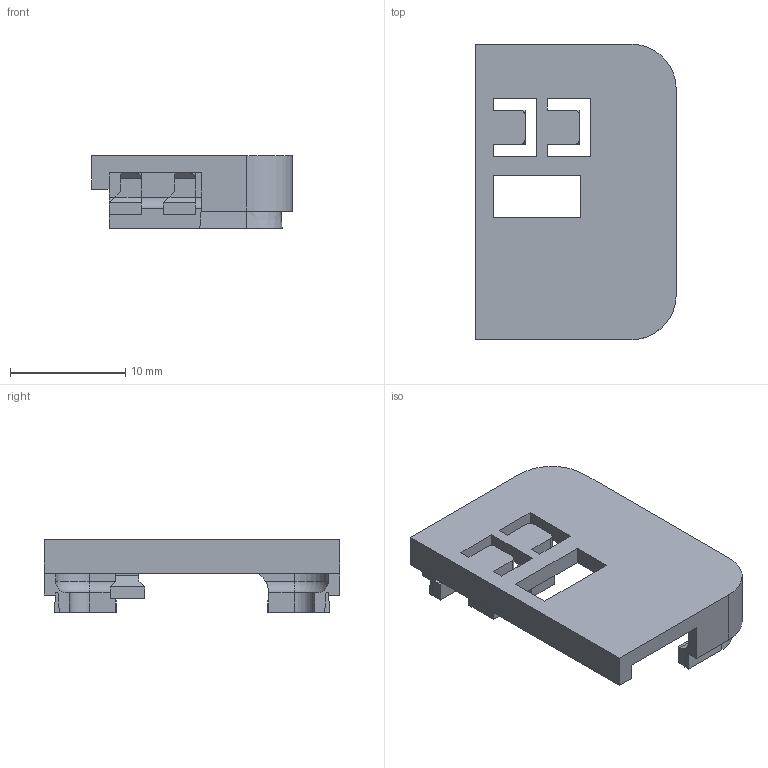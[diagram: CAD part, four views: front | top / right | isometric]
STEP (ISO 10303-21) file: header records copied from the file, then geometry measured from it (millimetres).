
FILE_DESCRIPTION(/* description */ ('VariCAD 2019-1.04 AP-214'),/* implementation_level */ '2;1');
FILE_NAME(/* name */ 'SSSM-Feather-ESP32-S3-TFT-box-A.stp',/* time_stamp */ '2023-01-14T15:32:30-05:00',/* author */ (''),/* organization */ (''),/* preprocessor_version */ 'VariCAD 2019-1.04',/* originating_system */ 'VariCAD 2019-1.04; kernel version (20180118)',/* authorisation */ '');
FILE_SCHEMA(('AUTOMOTIVE_DESIGN'));
Length unit declared in the file: millimetre
Products named in the file (2): SSSM-Feather-ESP32-S3-TFT-box-A; Feather TFT v93
Assembly tree (1 placements, depth 2):
  SSSM-Feather-ESP32-S3-TFT-box-A
    Feather TFT v93
Bounding box: 17.4 x 25.66 x 6.3 mm (x, y, z)
Volume: 865.5 mm3; surface area: 1557.5 mm2
Topology: 1 solids, 1 shells, 102 faces, 283 edges, 181 vertices
Faces by surface type: plane 82, cylinder 16, cone 2, torus 2
Entity records: 3335 total; most frequent: CARTESIAN_POINT 634, ORIENTED_EDGE 566, DIRECTION 521, EDGE_CURVE 283, LINE 245, VECTOR 245, VERTEX_POINT 181, AXIS2_PLACEMENT_3D 138
